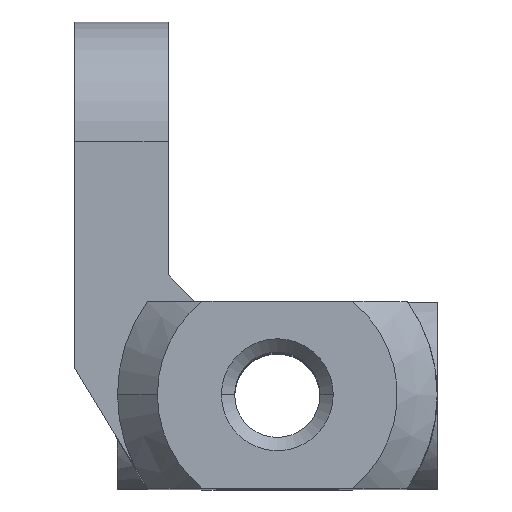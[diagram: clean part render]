
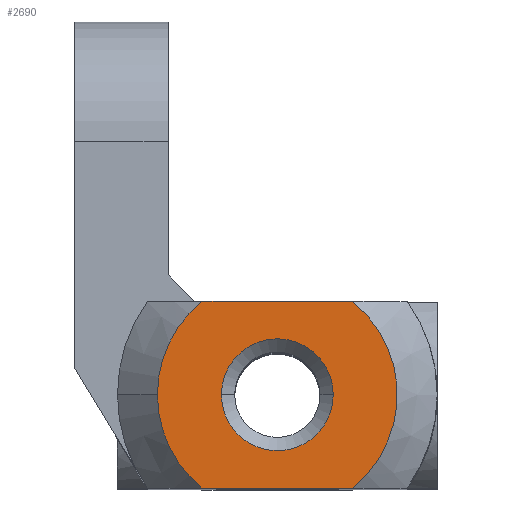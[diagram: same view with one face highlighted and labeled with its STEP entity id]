
A CAD part, top view. The second image highlights one B-rep face of the part: STEP entity #2690.
In plain terms, the highlighted planar face has unit normal (0, 0, 1).
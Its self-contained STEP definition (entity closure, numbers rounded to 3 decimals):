
#4 = LINE ( 'NONE', #365, #2964 ) ;
#14 = EDGE_LOOP ( 'NONE', ( #2108, #3308 ) ) ;
#32 = VERTEX_POINT ( 'NONE', #2944 ) ;
#171 = ORIENTED_EDGE ( 'NONE', *, *, #927, .T. ) ;
#192 = CARTESIAN_POINT ( 'NONE',  ( 0., 0., 21.5 ) ) ;
#283 = CARTESIAN_POINT ( 'NONE',  ( 0., 0., 21.5 ) ) ;
#365 = CARTESIAN_POINT ( 'NONE',  ( 4.873, -3.5, 21.5 ) ) ;
#437 = EDGE_CURVE ( 'NONE', #2823, #2934, #2557, .T. ) ;
#471 = CIRCLE ( 'NONE', #3239, 4.5 ) ;
#480 = DIRECTION ( 'NONE',  ( 1., 0., 0. ) ) ;
#567 = DIRECTION ( 'NONE',  ( 1., 0., 0. ) ) ;
#686 = ORIENTED_EDGE ( 'NONE', *, *, #437, .T. ) ;
#755 = EDGE_CURVE ( 'NONE', #32, #2843, #4, .T. ) ;
#913 = FACE_BOUND ( 'NONE', #14, .T. ) ;
#927 = EDGE_CURVE ( 'NONE', #1180, #32, #1606, .T. ) ;
#1009 = EDGE_CURVE ( 'NONE', #2934, #1180, #471, .T. ) ;
#1029 = AXIS2_PLACEMENT_3D ( 'NONE', #3134, #1527, #3386 ) ;
#1165 = CARTESIAN_POINT ( 'NONE',  ( 2.828, -3.5, 21.5 ) ) ;
#1168 = CARTESIAN_POINT ( 'NONE',  ( 0., 0., 21.5 ) ) ;
#1180 = VERTEX_POINT ( 'NONE', #2608 ) ;
#1408 = CIRCLE ( 'NONE', #3533, 2.1 ) ;
#1433 = VERTEX_POINT ( 'NONE', #1636 ) ;
#1439 = CARTESIAN_POINT ( 'NONE',  ( 2.828, 3.5, 21.5 ) ) ;
#1446 = CARTESIAN_POINT ( 'NONE',  ( 2.1, 0., 21.5 ) ) ;
#1449 = DIRECTION ( 'NONE',  ( 1., 0., 0. ) ) ;
#1527 = DIRECTION ( 'NONE',  ( 0., 0., 1. ) ) ;
#1606 = CIRCLE ( 'NONE', #3433, 4.5 ) ;
#1628 = ORIENTED_EDGE ( 'NONE', *, *, #755, .T. ) ;
#1636 = CARTESIAN_POINT ( 'NONE',  ( -2.1, 0., 21.5 ) ) ;
#1714 = DIRECTION ( 'NONE',  ( 0., 0., -1. ) ) ;
#1722 = CIRCLE ( 'NONE', #1029, 4.5 ) ;
#2010 = EDGE_CURVE ( 'NONE', #1433, #2857, #2694, .T. ) ;
#2108 = ORIENTED_EDGE ( 'NONE', *, *, #3495, .T. ) ;
#2158 = AXIS2_PLACEMENT_3D ( 'NONE', #3303, #1714, #3566 ) ;
#2165 = DIRECTION ( 'NONE',  ( 0., 0., 1. ) ) ;
#2213 = DIRECTION ( 'NONE',  ( 0., 0., 1. ) ) ;
#2256 = DIRECTION ( 'NONE',  ( 0., 0., -1. ) ) ;
#2320 = FACE_OUTER_BOUND ( 'NONE', #3355, .T. ) ;
#2387 = DIRECTION ( 'NONE',  ( -1., 0., 0. ) ) ;
#2557 = LINE ( 'NONE', #3159, #3246 ) ;
#2608 = CARTESIAN_POINT ( 'NONE',  ( -4.5, 0., 21.5 ) ) ;
#2611 = DIRECTION ( 'NONE',  ( 1., 0., 0. ) ) ;
#2690 = ADVANCED_FACE ( 'NONE', ( #913, #2320 ), #3275, .T. ) ;
#2694 = CIRCLE ( 'NONE', #2158, 2.1 ) ;
#2700 = ORIENTED_EDGE ( 'NONE', *, *, #3020, .T. ) ;
#2823 = VERTEX_POINT ( 'NONE', #1439 ) ;
#2839 = CARTESIAN_POINT ( 'NONE',  ( -2.828, 3.5, 21.5 ) ) ;
#2843 = VERTEX_POINT ( 'NONE', #1165 ) ;
#2857 = VERTEX_POINT ( 'NONE', #1446 ) ;
#2914 = AXIS2_PLACEMENT_3D ( 'NONE', #3018, #2213, #3538 ) ;
#2934 = VERTEX_POINT ( 'NONE', #2839 ) ;
#2944 = CARTESIAN_POINT ( 'NONE',  ( -2.828, -3.5, 21.5 ) ) ;
#2964 = VECTOR ( 'NONE', #2611, 1000. ) ;
#3018 = CARTESIAN_POINT ( 'NONE',  ( 0., 0., 21.5 ) ) ;
#3020 = EDGE_CURVE ( 'NONE', #2843, #2823, #1722, .T. ) ;
#3068 = ORIENTED_EDGE ( 'NONE', *, *, #1009, .T. ) ;
#3069 = DIRECTION ( 'NONE',  ( 0., 0., 1. ) ) ;
#3134 = CARTESIAN_POINT ( 'NONE',  ( 0., 0., 21.5 ) ) ;
#3159 = CARTESIAN_POINT ( 'NONE',  ( -4.873, 3.5, 21.5 ) ) ;
#3239 = AXIS2_PLACEMENT_3D ( 'NONE', #1168, #3069, #1449 ) ;
#3246 = VECTOR ( 'NONE', #2387, 1000. ) ;
#3275 = PLANE ( 'NONE',  #2914 ) ;
#3303 = CARTESIAN_POINT ( 'NONE',  ( 0., 0., 21.5 ) ) ;
#3308 = ORIENTED_EDGE ( 'NONE', *, *, #2010, .T. ) ;
#3355 = EDGE_LOOP ( 'NONE', ( #686, #3068, #171, #1628, #2700 ) ) ;
#3386 = DIRECTION ( 'NONE',  ( 1., 0., 0. ) ) ;
#3433 = AXIS2_PLACEMENT_3D ( 'NONE', #192, #2165, #480 ) ;
#3495 = EDGE_CURVE ( 'NONE', #2857, #1433, #1408, .T. ) ;
#3533 = AXIS2_PLACEMENT_3D ( 'NONE', #283, #2256, #567 ) ;
#3538 = DIRECTION ( 'NONE',  ( 1., 0., 0. ) ) ;
#3566 = DIRECTION ( 'NONE',  ( 1., 0., 0. ) ) ;
